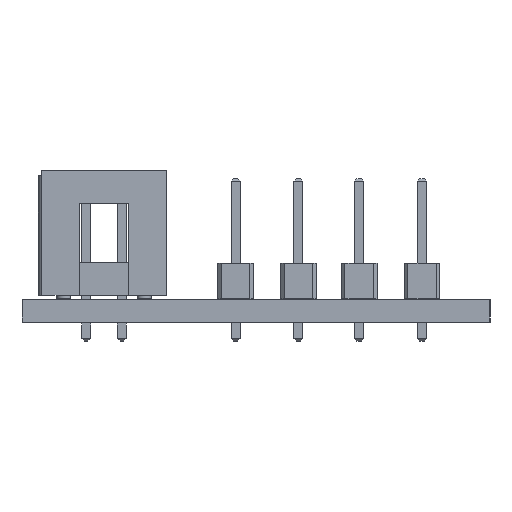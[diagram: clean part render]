
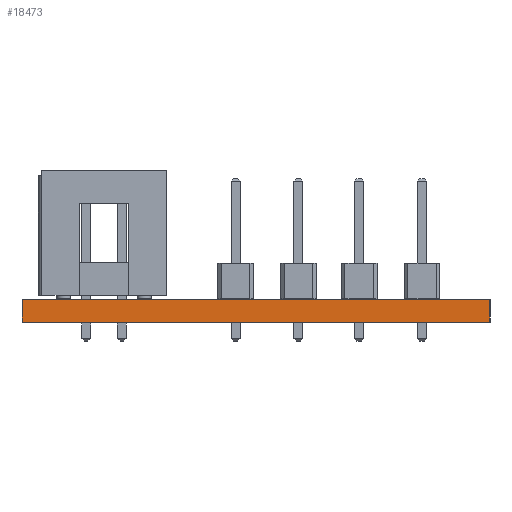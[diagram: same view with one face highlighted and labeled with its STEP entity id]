
A CAD part, left-side view. The second image highlights one B-rep face of the part: STEP entity #18473.
In plain terms, the highlighted planar face has unit normal (-1, 0, 0).
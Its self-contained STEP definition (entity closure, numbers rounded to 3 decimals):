
#18473 = ADVANCED_FACE('',(#18474),#18488,.T.);
#18474 = FACE_BOUND('',#18475,.T.);
#18475 = EDGE_LOOP('',(#18476,#18511,#18539,#18567));
#18476 = ORIENTED_EDGE('',*,*,#18477,.T.);
#18477 = EDGE_CURVE('',#18478,#18480,#18482,.T.);
#18478 = VERTEX_POINT('',#18479);
#18479 = CARTESIAN_POINT('',(19.15,-48.211,0.));
#18480 = VERTEX_POINT('',#18481);
#18481 = CARTESIAN_POINT('',(19.15,-48.211,1.6));
#18482 = SURFACE_CURVE('',#18483,(#18487,#18499),.PCURVE_S1.);
#18483 = LINE('',#18484,#18485);
#18484 = CARTESIAN_POINT('',(19.15,-48.211,0.));
#18485 = VECTOR('',#18486,1.);
#18486 = DIRECTION('',(0.,0.,1.));
#18487 = PCURVE('',#18488,#18493);
#18488 = PLANE('',#18489);
#18489 = AXIS2_PLACEMENT_3D('',#18490,#18491,#18492);
#18490 = CARTESIAN_POINT('',(19.15,-48.211,0.));
#18491 = DIRECTION('',(-1.,0.,0.));
#18492 = DIRECTION('',(0.,1.,0.));
#18493 = DEFINITIONAL_REPRESENTATION('',(#18494),#18498);
#18494 = LINE('',#18495,#18496);
#18495 = CARTESIAN_POINT('',(0.,0.));
#18496 = VECTOR('',#18497,1.);
#18497 = DIRECTION('',(0.,-1.));
#18498 = ( GEOMETRIC_REPRESENTATION_CONTEXT(2) 
PARAMETRIC_REPRESENTATION_CONTEXT() REPRESENTATION_CONTEXT('2D SPACE',''
  ) );
#18499 = PCURVE('',#18500,#18505);
#18500 = PLANE('',#18501);
#18501 = AXIS2_PLACEMENT_3D('',#18502,#18503,#18504);
#18502 = CARTESIAN_POINT('',(58.672,-48.211,0.));
#18503 = DIRECTION('',(0.,-1.,0.));
#18504 = DIRECTION('',(-1.,0.,0.));
#18505 = DEFINITIONAL_REPRESENTATION('',(#18506),#18510);
#18506 = LINE('',#18507,#18508);
#18507 = CARTESIAN_POINT('',(39.522,0.));
#18508 = VECTOR('',#18509,1.);
#18509 = DIRECTION('',(0.,-1.));
#18510 = ( GEOMETRIC_REPRESENTATION_CONTEXT(2) 
PARAMETRIC_REPRESENTATION_CONTEXT() REPRESENTATION_CONTEXT('2D SPACE',''
  ) );
#18511 = ORIENTED_EDGE('',*,*,#18512,.T.);
#18512 = EDGE_CURVE('',#18480,#18513,#18515,.T.);
#18513 = VERTEX_POINT('',#18514);
#18514 = CARTESIAN_POINT('',(19.15,-14.937,1.6));
#18515 = SURFACE_CURVE('',#18516,(#18520,#18527),.PCURVE_S1.);
#18516 = LINE('',#18517,#18518);
#18517 = CARTESIAN_POINT('',(19.15,-48.211,1.6));
#18518 = VECTOR('',#18519,1.);
#18519 = DIRECTION('',(0.,1.,0.));
#18520 = PCURVE('',#18488,#18521);
#18521 = DEFINITIONAL_REPRESENTATION('',(#18522),#18526);
#18522 = LINE('',#18523,#18524);
#18523 = CARTESIAN_POINT('',(0.,-1.6));
#18524 = VECTOR('',#18525,1.);
#18525 = DIRECTION('',(1.,0.));
#18526 = ( GEOMETRIC_REPRESENTATION_CONTEXT(2) 
PARAMETRIC_REPRESENTATION_CONTEXT() REPRESENTATION_CONTEXT('2D SPACE',''
  ) );
#18527 = PCURVE('',#18528,#18533);
#18528 = PLANE('',#18529);
#18529 = AXIS2_PLACEMENT_3D('',#18530,#18531,#18532);
#18530 = CARTESIAN_POINT('',(38.911,-31.574,1.6));
#18531 = DIRECTION('',(-0.,-0.,-1.));
#18532 = DIRECTION('',(-1.,0.,0.));
#18533 = DEFINITIONAL_REPRESENTATION('',(#18534),#18538);
#18534 = LINE('',#18535,#18536);
#18535 = CARTESIAN_POINT('',(19.761,-16.637));
#18536 = VECTOR('',#18537,1.);
#18537 = DIRECTION('',(0.,1.));
#18538 = ( GEOMETRIC_REPRESENTATION_CONTEXT(2) 
PARAMETRIC_REPRESENTATION_CONTEXT() REPRESENTATION_CONTEXT('2D SPACE',''
  ) );
#18539 = ORIENTED_EDGE('',*,*,#18540,.F.);
#18540 = EDGE_CURVE('',#18541,#18513,#18543,.T.);
#18541 = VERTEX_POINT('',#18542);
#18542 = CARTESIAN_POINT('',(19.15,-14.937,0.));
#18543 = SURFACE_CURVE('',#18544,(#18548,#18555),.PCURVE_S1.);
#18544 = LINE('',#18545,#18546);
#18545 = CARTESIAN_POINT('',(19.15,-14.937,0.));
#18546 = VECTOR('',#18547,1.);
#18547 = DIRECTION('',(0.,0.,1.));
#18548 = PCURVE('',#18488,#18549);
#18549 = DEFINITIONAL_REPRESENTATION('',(#18550),#18554);
#18550 = LINE('',#18551,#18552);
#18551 = CARTESIAN_POINT('',(33.274,0.));
#18552 = VECTOR('',#18553,1.);
#18553 = DIRECTION('',(0.,-1.));
#18554 = ( GEOMETRIC_REPRESENTATION_CONTEXT(2) 
PARAMETRIC_REPRESENTATION_CONTEXT() REPRESENTATION_CONTEXT('2D SPACE',''
  ) );
#18555 = PCURVE('',#18556,#18561);
#18556 = PLANE('',#18557);
#18557 = AXIS2_PLACEMENT_3D('',#18558,#18559,#18560);
#18558 = CARTESIAN_POINT('',(19.15,-14.937,0.));
#18559 = DIRECTION('',(0.,1.,0.));
#18560 = DIRECTION('',(1.,0.,0.));
#18561 = DEFINITIONAL_REPRESENTATION('',(#18562),#18566);
#18562 = LINE('',#18563,#18564);
#18563 = CARTESIAN_POINT('',(0.,0.));
#18564 = VECTOR('',#18565,1.);
#18565 = DIRECTION('',(0.,-1.));
#18566 = ( GEOMETRIC_REPRESENTATION_CONTEXT(2) 
PARAMETRIC_REPRESENTATION_CONTEXT() REPRESENTATION_CONTEXT('2D SPACE',''
  ) );
#18567 = ORIENTED_EDGE('',*,*,#18568,.F.);
#18568 = EDGE_CURVE('',#18478,#18541,#18569,.T.);
#18569 = SURFACE_CURVE('',#18570,(#18574,#18581),.PCURVE_S1.);
#18570 = LINE('',#18571,#18572);
#18571 = CARTESIAN_POINT('',(19.15,-48.211,0.));
#18572 = VECTOR('',#18573,1.);
#18573 = DIRECTION('',(0.,1.,0.));
#18574 = PCURVE('',#18488,#18575);
#18575 = DEFINITIONAL_REPRESENTATION('',(#18576),#18580);
#18576 = LINE('',#18577,#18578);
#18577 = CARTESIAN_POINT('',(0.,0.));
#18578 = VECTOR('',#18579,1.);
#18579 = DIRECTION('',(1.,0.));
#18580 = ( GEOMETRIC_REPRESENTATION_CONTEXT(2) 
PARAMETRIC_REPRESENTATION_CONTEXT() REPRESENTATION_CONTEXT('2D SPACE',''
  ) );
#18581 = PCURVE('',#18582,#18587);
#18582 = PLANE('',#18583);
#18583 = AXIS2_PLACEMENT_3D('',#18584,#18585,#18586);
#18584 = CARTESIAN_POINT('',(38.911,-31.574,0.));
#18585 = DIRECTION('',(-0.,-0.,-1.));
#18586 = DIRECTION('',(-1.,0.,0.));
#18587 = DEFINITIONAL_REPRESENTATION('',(#18588),#18592);
#18588 = LINE('',#18589,#18590);
#18589 = CARTESIAN_POINT('',(19.761,-16.637));
#18590 = VECTOR('',#18591,1.);
#18591 = DIRECTION('',(0.,1.));
#18592 = ( GEOMETRIC_REPRESENTATION_CONTEXT(2) 
PARAMETRIC_REPRESENTATION_CONTEXT() REPRESENTATION_CONTEXT('2D SPACE',''
  ) );
